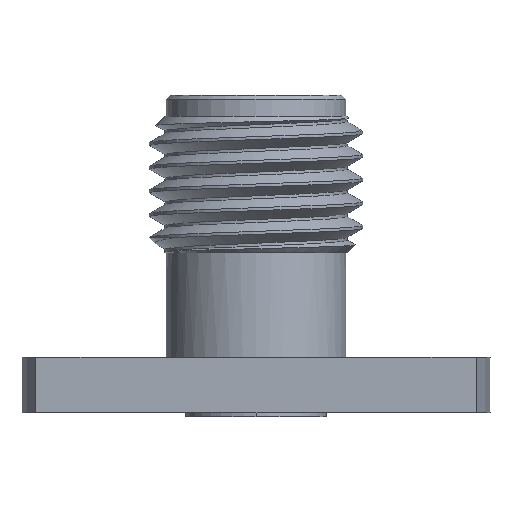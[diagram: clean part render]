
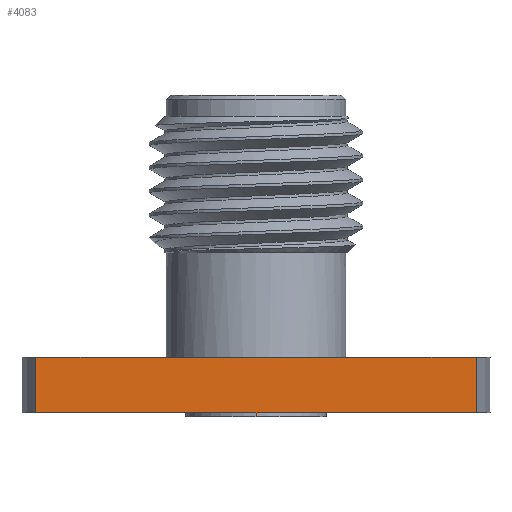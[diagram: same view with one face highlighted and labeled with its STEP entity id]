
A CAD part, left-side view. The second image highlights one B-rep face of the part: STEP entity #4083.
In plain terms, the highlighted planar face has unit normal (-1, 0, 0).
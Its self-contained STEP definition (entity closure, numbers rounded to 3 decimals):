
#196 = LINE ( 'NONE', #1903, #1676 ) ;
#212 = EDGE_CURVE ( 'NONE', #1559, #4039, #3523, .T. ) ;
#350 = VECTOR ( 'NONE', #4352, 1000. ) ;
#354 = EDGE_CURVE ( 'NONE', #2517, #3032, #196, .T. ) ;
#442 = DIRECTION ( 'NONE',  ( 0., 0., 1. ) ) ;
#463 = VECTOR ( 'NONE', #2209, 1000. ) ;
#616 = ORIENTED_EDGE ( 'NONE', *, *, #4544, .F. ) ;
#866 = CARTESIAN_POINT ( 'NONE',  ( -2.415, -6.554, 0. ) ) ;
#1085 = CARTESIAN_POINT ( 'NONE',  ( -2.415, -6.554, 0. ) ) ;
#1110 = LINE ( 'NONE', #2649, #1675 ) ;
#1139 = EDGE_LOOP ( 'NONE', ( #4524, #616, #4460, #1857, #3891, #2962 ) ) ;
#1261 = DIRECTION ( 'NONE',  ( 0., -1., 0. ) ) ;
#1559 = VERTEX_POINT ( 'NONE', #3504 ) ;
#1675 = VECTOR ( 'NONE', #1909, 1000. ) ;
#1676 = VECTOR ( 'NONE', #2274, 1000. ) ;
#1769 = LINE ( 'NONE', #1085, #463 ) ;
#1857 = ORIENTED_EDGE ( 'NONE', *, *, #3273, .T. ) ;
#1903 = CARTESIAN_POINT ( 'NONE',  ( -2.415, -6.554, -1.65 ) ) ;
#1909 = DIRECTION ( 'NONE',  ( 0., 0., 1. ) ) ;
#1938 = FACE_OUTER_BOUND ( 'NONE', #1139, .T. ) ;
#2024 = VECTOR ( 'NONE', #1261, 1000. ) ;
#2044 = CARTESIAN_POINT ( 'NONE',  ( -2.415, -6.554, -1.65 ) ) ;
#2052 = VERTEX_POINT ( 'NONE', #2733 ) ;
#2172 = EDGE_CURVE ( 'NONE', #2052, #1559, #3871, .T. ) ;
#2209 = DIRECTION ( 'NONE',  ( 0., -1., 0. ) ) ;
#2274 = DIRECTION ( 'NONE',  ( 0., -1., 0. ) ) ;
#2435 = CARTESIAN_POINT ( 'NONE',  ( -2.415, -6.554, -1.65 ) ) ;
#2517 = VERTEX_POINT ( 'NONE', #3200 ) ;
#2649 = CARTESIAN_POINT ( 'NONE',  ( -2.415, 6.554, -1.65 ) ) ;
#2663 = CARTESIAN_POINT ( 'NONE',  ( -2.415, 6.554, 0. ) ) ;
#2733 = CARTESIAN_POINT ( 'NONE',  ( -2.415, 1.15, 0. ) ) ;
#2843 = CARTESIAN_POINT ( 'NONE',  ( -2.415, -6.554, 0. ) ) ;
#2962 = ORIENTED_EDGE ( 'NONE', *, *, #2172, .F. ) ;
#3032 = VERTEX_POINT ( 'NONE', #2044 ) ;
#3058 = CARTESIAN_POINT ( 'NONE',  ( -2.415, -6.554, 0. ) ) ;
#3120 = VECTOR ( 'NONE', #3224, 1000. ) ;
#3200 = CARTESIAN_POINT ( 'NONE',  ( -2.415, 6.554, -1.65 ) ) ;
#3224 = DIRECTION ( 'NONE',  ( 0., -1., 0. ) ) ;
#3273 = EDGE_CURVE ( 'NONE', #3032, #4039, #3327, .T. ) ;
#3327 = LINE ( 'NONE', #2435, #350 ) ;
#3430 = EDGE_CURVE ( 'NONE', #3500, #2052, #1769, .T. ) ;
#3500 = VERTEX_POINT ( 'NONE', #2663 ) ;
#3504 = CARTESIAN_POINT ( 'NONE',  ( -2.415, -1.15, 0. ) ) ;
#3523 = LINE ( 'NONE', #2843, #3120 ) ;
#3669 = AXIS2_PLACEMENT_3D ( 'NONE', #3803, #4139, #442 ) ;
#3803 = CARTESIAN_POINT ( 'NONE',  ( -2.415, -6.554, -1.65 ) ) ;
#3871 = LINE ( 'NONE', #3058, #2024 ) ;
#3891 = ORIENTED_EDGE ( 'NONE', *, *, #212, .F. ) ;
#4039 = VERTEX_POINT ( 'NONE', #866 ) ;
#4083 = ADVANCED_FACE ( 'NONE', ( #1938 ), #4500, .T. ) ;
#4139 = DIRECTION ( 'NONE',  ( -1., 0., 0. ) ) ;
#4352 = DIRECTION ( 'NONE',  ( 0., 0., 1. ) ) ;
#4460 = ORIENTED_EDGE ( 'NONE', *, *, #354, .T. ) ;
#4500 = PLANE ( 'NONE',  #3669 ) ;
#4524 = ORIENTED_EDGE ( 'NONE', *, *, #3430, .F. ) ;
#4544 = EDGE_CURVE ( 'NONE', #2517, #3500, #1110, .T. ) ;
